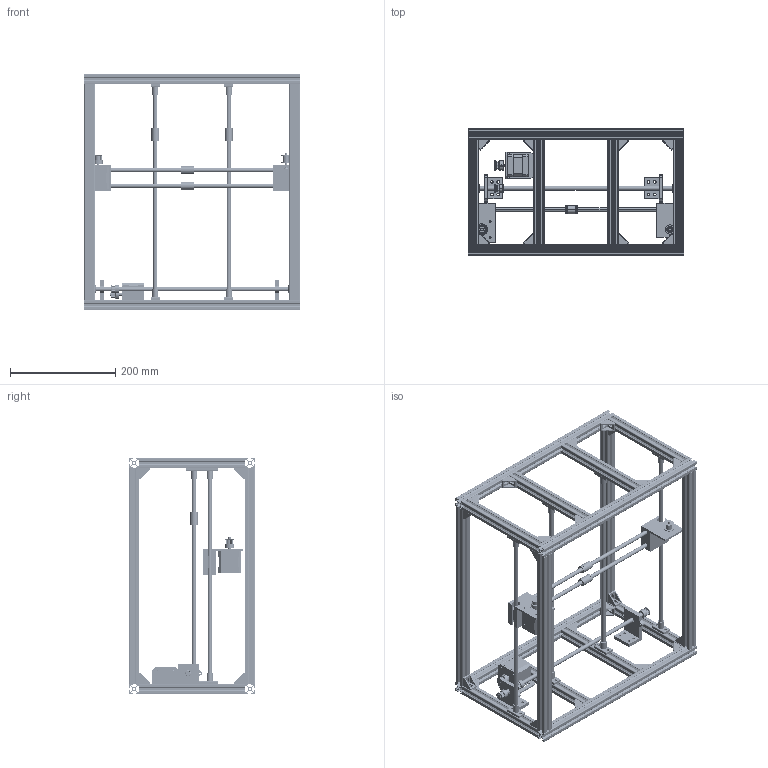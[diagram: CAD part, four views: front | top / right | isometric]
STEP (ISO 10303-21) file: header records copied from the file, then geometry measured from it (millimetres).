
FILE_DESCRIPTION (( 'STEP AP214' ), '1' );
FILE_NAME ('Plate Reader.STEP', '2019-06-13T14:30:13', ( '' ), ( '' ), 'SwSTEP 2.0', 'SolidWorks 2018', '' );
FILE_SCHEMA (( 'AUTOMOTIVE_DESIGN' ));
Length unit declared in the file: millimetre
Products named in the file (20): countersunk flat head cross recess screw_iso_ISO 7046-1 - M5 x 30 - Z - 30C; GT2_20T-sh8_____________1; User Library-bracket nema 17; Y-Axis Connector; 1037396-IDLER PULLEY; Use770B; 1037396-95-2Z BEARING, 9 mm OD, 5 mm ID, 3 mm WIDTH_DEFAULT; GT2-Pulley-20-Teeth-5mm-Bore; 8025930; Smooth Rod End Caps; 1037396; Y-Axis Connector_Idler; User Library-LM8UU_Predeterminado; Plate Reader; Use7A48; 8020-20-2020-20-2020 X 0_2 M; 8mm-0_4 M Smooth Rod; 8020-14051-DEFAULT; Cross Smooth Rod Mount; 8mm-0_35 M Smooth Rod
Assembly tree (78 placements, depth 3):
  Plate Reader
    8025930  x8
    8020-20-2020-20-2020 X 0_2 M  x8
    8020-14051-DEFAULT  x24
    Smooth Rod End Caps  x8
    8mm-0_4 M Smooth Rod  x5
    8mm-0_35 M Smooth Rod  x2
    User Library-LM8UU_Predeterminado  x6
    Y-Axis Connector
    Y-Axis Connector_Idler
    User Library-bracket nema 17
    Use770B
    GT2-Pulley-20-Teeth-5mm-Bore  x2
    GT2_20T-sh8_____________1  x3
    Cross Smooth Rod Mount  x2
    Use7A48
    countersunk flat head cross recess screw_iso_ISO 7046-1 - M5 x 30 - Z - 30C
    1037396
      1037396-IDLER PULLEY
      1037396-95-2Z BEARING, 9 mm OD, 5 mm ID, 3 mm WIDTH_DEFAULT  x2
Bounding box: 410 x 240 x 450 mm (x, y, z)
Volume: 1188995.9 mm3; surface area: 1140112.5 mm2
Topology: 111 solids, 121 shells, 6652 faces, 17496 edges, 11026 vertices
Faces by surface type: cylinder 3337, plane 2317, torus 542, sphere 240, bspline 108, cone 108
Entity records: 38828 total; most frequent: CARTESIAN_POINT 8834, DIRECTION 6169, ORIENTED_EDGE 5546, EDGE_CURVE 2789, AXIS2_PLACEMENT_3D 2318, VERTEX_POINT 1829, VECTOR 1533, LINE 1533
